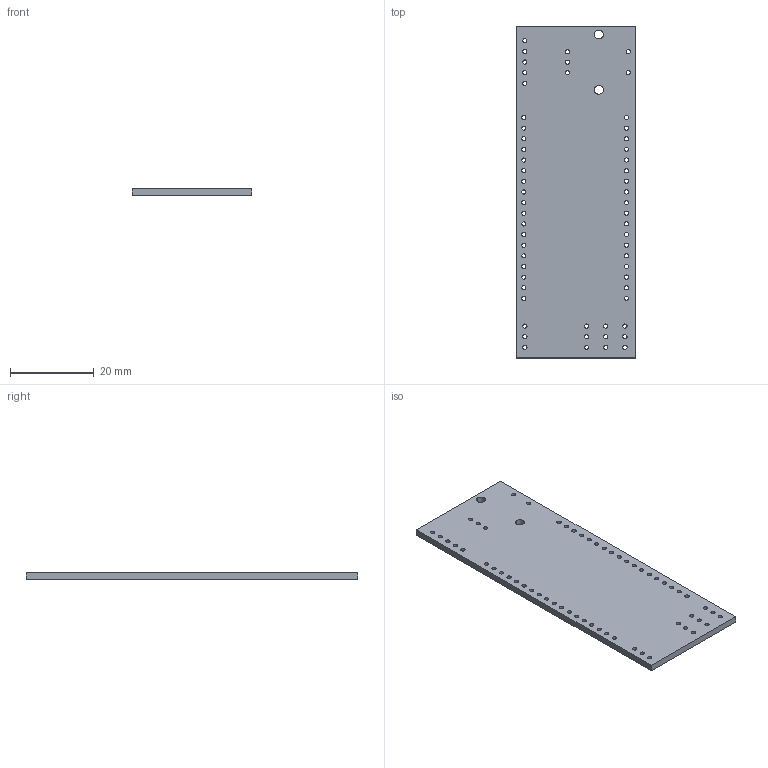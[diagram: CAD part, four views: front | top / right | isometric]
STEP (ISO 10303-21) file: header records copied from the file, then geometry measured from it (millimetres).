
FILE_DESCRIPTION(('KiCad electronic assembly'),'2;1');
FILE_NAME('servo_tester.step','2024-10-10T23:42:21',('Pcbnew'),('Kicad') ,'Open CASCADE STEP processor 7.8','KiCad to STEP converter','Unknown' );
FILE_SCHEMA(('AUTOMOTIVE_DESIGN { 1 0 10303 214 1 1 1 1 }'));
Length unit declared in the file: millimetre
Products named in the file (2): servo_tester 1; servo_tester_PCB
Assembly tree (1 placements, depth 2):
  servo_tester 1
    servo_tester_PCB
Bounding box: 28.45 x 79.25 x 1.6 mm (x, y, z)
Volume: 3522.5 mm3; surface area: 5061 mm2
Topology: 1 solids, 1 shells, 72 faces, 210 edges, 140 vertices
Faces by surface type: cylinder 62, plane 10
Full cylindrical faces by diameter (mm): 1 x58
Entity records: 2735 total; most frequent: DIRECTION 482, CARTESIAN_POINT 424, ORIENTED_EDGE 420, EDGE_CURVE 210, AXIS2_PLACEMENT_3D 198, FACE_BOUND 192, EDGE_LOOP 192, VERTEX_POINT 140
